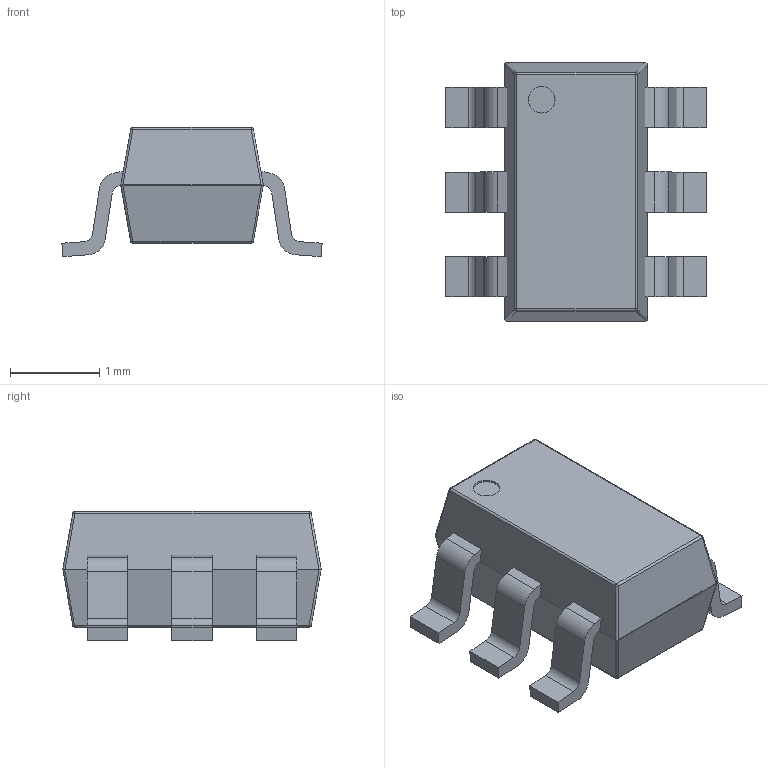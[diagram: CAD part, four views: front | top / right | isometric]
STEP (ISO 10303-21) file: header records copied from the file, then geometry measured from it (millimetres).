
FILE_DESCRIPTION(/* description */ (''),/* implementation_level */ '2;1');
FILE_NAME(/* name */ 'MICROCHIP SOT-23-6.step',/* time_stamp */ '2019-12-31T13:04:40+00:00',/* author */ (''),/* organization */ (''),/* preprocessor_version */ 'ST-DEVELOPER v18',/* originating_system */ 'Autodesk Translation Framework v8.12.0.6',/* authorisation */ '');
FILE_SCHEMA (('AUTOMOTIVE_DESIGN { 1 0 10303 214 3 1 1 }'));
Length unit declared in the file: millimetre
Products named in the file (1): MICROCHIP SOT-23-6
Bounding box: 2.92 x 2.9 x 1.45 mm (x, y, z)
Volume: 5.9 mm3; surface area: 27.4 mm2
Topology: 1 solids, 1 shells, 117 faces, 313 edges, 199 vertices
Faces by surface type: plane 65, cylinder 44, sphere 5, bspline 3
Full cylindrical faces by diameter (mm): 0.3 x1
Entity records: 4032 total; most frequent: CARTESIAN_POINT 949, ORIENTED_EDGE 626, DIRECTION 613, EDGE_CURVE 313, LINE 215, VECTOR 215, VERTEX_POINT 199, AXIS2_PLACEMENT_3D 199
